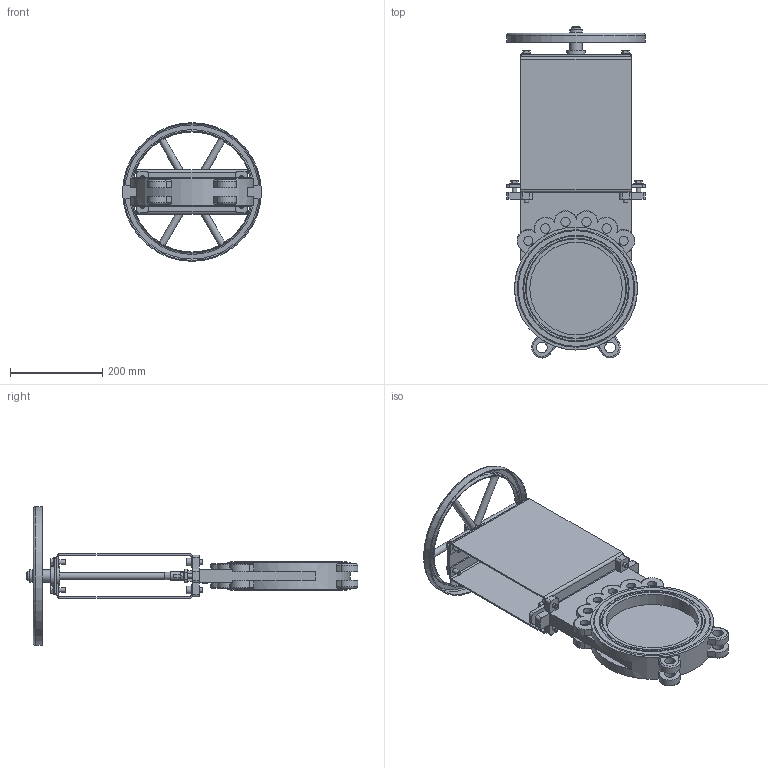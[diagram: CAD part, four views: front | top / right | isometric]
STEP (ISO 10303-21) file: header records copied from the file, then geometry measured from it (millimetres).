
FILE_DESCRIPTION(/* description */ (''),/* implementation_level */ '2;1');
FILE_NAME(/* name */ 'DN200_3D_STEP.stp',/* time_stamp */ '2023-12-28T02:33:51+03:00',/* author */ ('igorr'),/* organization */ (''),/* preprocessor_version */ 'ST-DEVELOPER v19.2',/* originating_system */ 'Autodesk Inventor 2023',/* authorisation */ '');
FILE_SCHEMA (('AUTOMOTIVE_DESIGN { 1 0 10303 214 3 1 1 }'));
Length unit declared in the file: millimetre
Products named in the file (8): Сборка; Деталь1; Деталь3; Деталь4; Деталь5; Деталь2; AS 1420 - 1973 - M10 x 25; AS 1427 - M10 x 25
Assembly tree (16 placements, depth 2):
  Сборка
    Деталь1
    Деталь2  x2
    Деталь3
    Деталь4
    Деталь5
    AS 1420 - 1973 - M10 x 25  x4
    AS 1427 - M10 x 25  x6
Bounding box: 300 x 718.25 x 300 mm (x, y, z)
Volume: 3797696 mm3; surface area: 884141.3 mm2
Topology: 16 solids, 16 shells, 598 faces, 1457 edges, 926 vertices
Faces by surface type: plane 324, cylinder 158, bspline 50, torus 34, cone 30, sphere 2
Full cylindrical faces by diameter (mm): 8.16 x6, 10 x28, 15 x8, 16 x4, 18 x1, 20 x19, 23 x4, 26 x2, 40 x2, 200 x2, 266 x1, 296 x1, 300 x1
Entity records: 16025 total; most frequent: CARTESIAN_POINT 4630, ORIENTED_EDGE 2238, DIRECTION 2125, EDGE_CURVE 1119, AXIS2_PLACEMENT_3D 784, VERTEX_POINT 717, LINE 557, VECTOR 557
